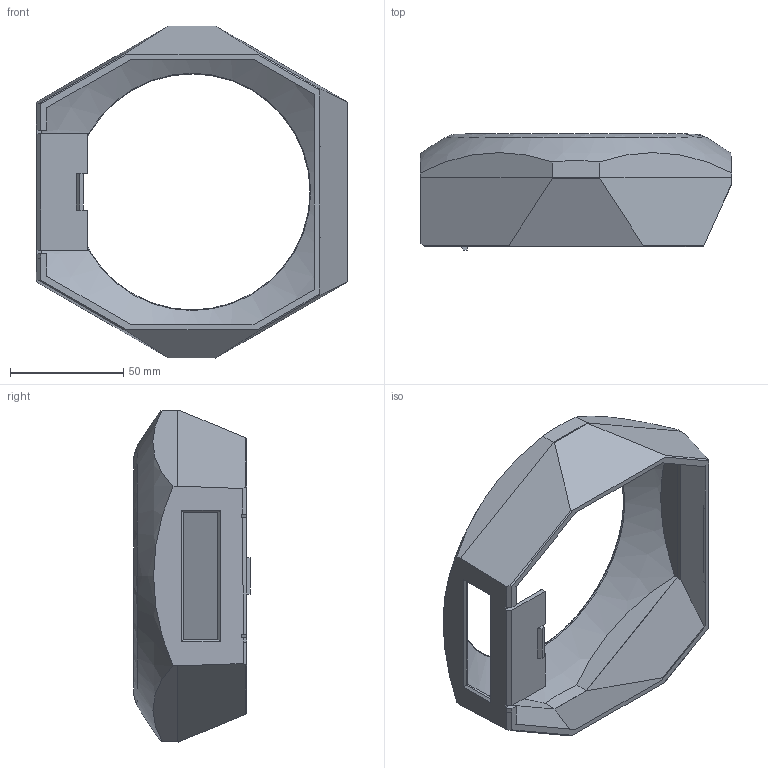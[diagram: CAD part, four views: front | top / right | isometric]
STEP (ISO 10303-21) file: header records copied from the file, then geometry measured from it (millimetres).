
FILE_DESCRIPTION(/* description */ (''),/* implementation_level */ '2;1');
FILE_NAME(/* name */ 'Sock.step',/* time_stamp */ '2021-12-14T17:45:26-05:00',/* author */ (''),/* organization */ (''),/* preprocessor_version */ 'ST-DEVELOPER v18.1',/* originating_system */ 'Autodesk Translation Framework v10.10.0.1391',/* authorisation */ '');
FILE_SCHEMA (('AUTOMOTIVE_DESIGN { 1 0 10303 214 3 1 1 }'));
Length unit declared in the file: millimetre
Products named in the file (1): Sock (2)
Bounding box: 137.23 x 51.13 x 146.29 mm (x, y, z)
Volume: 51531.8 mm3; surface area: 53910.4 mm2
Topology: 1 solids, 1 shells, 106 faces, 297 edges, 191 vertices
Faces by surface type: plane 97, bspline 3, cylinder 3, sphere 2, torus 1
Full cylindrical faces by diameter (mm): 104 x1
Entity records: 3867 total; most frequent: CARTESIAN_POINT 1102, ORIENTED_EDGE 594, DIRECTION 528, EDGE_CURVE 297, LINE 258, VECTOR 258, VERTEX_POINT 191, AXIS2_PLACEMENT_3D 135
